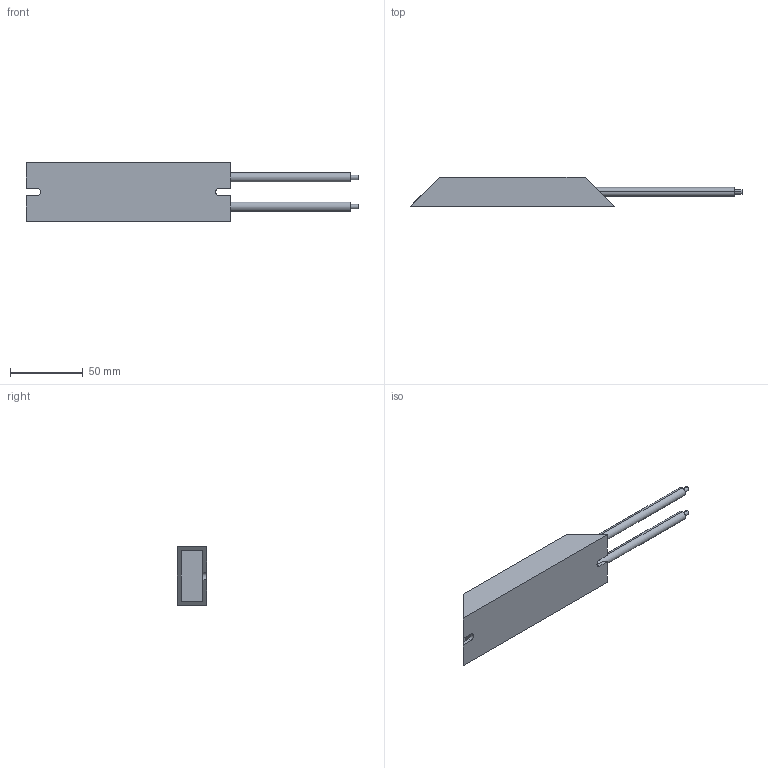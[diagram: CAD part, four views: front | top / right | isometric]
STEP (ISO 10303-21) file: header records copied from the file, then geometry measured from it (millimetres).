
FILE_DESCRIPTION (( 'STEP AP214' ), '1' );
FILE_NAME ('GS-21P0-BR.step', '2016-03-16T16:53:57', ( '' ), ( '' ), 'SwSTEP 2.0', 'SolidWorks 2015', '' );
FILE_SCHEMA (( 'AUTOMOTIVE_DESIGN' ));
Length unit declared in the file: millimetre
Products named in the file (1): GS-21P0-BR
Bounding box: 227.5 x 20 x 40 mm (x, y, z)
Volume: 91730.7 mm3; surface area: 22200.5 mm2
Topology: 1 solids, 1 shells, 34 faces, 84 edges, 56 vertices
Faces by surface type: plane 24, cylinder 10
Entity records: 1042 total; most frequent: CARTESIAN_POINT 175, DIRECTION 174, ORIENTED_EDGE 168, EDGE_CURVE 84, LINE 64, VECTOR 64, VERTEX_POINT 56, AXIS2_PLACEMENT_3D 55
